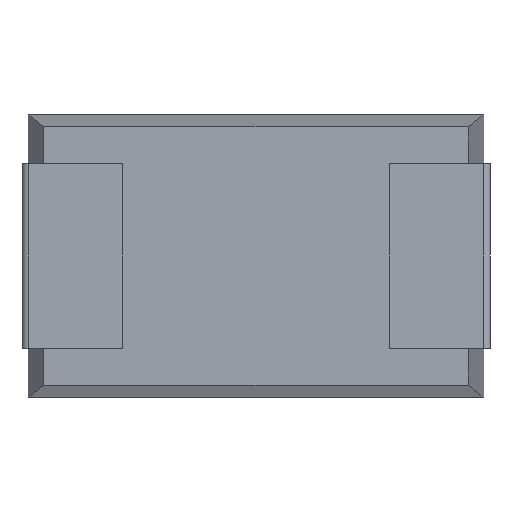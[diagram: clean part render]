
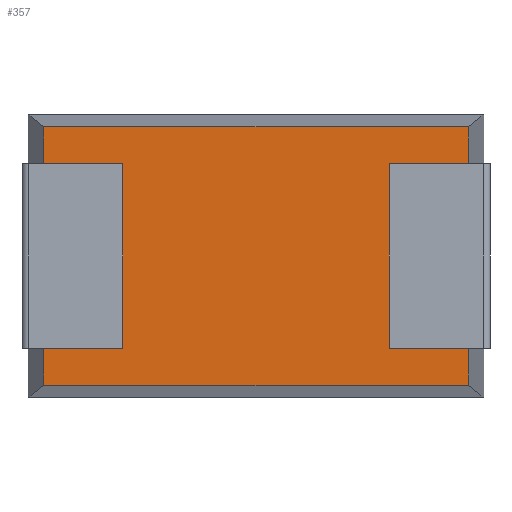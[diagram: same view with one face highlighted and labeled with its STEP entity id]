
A CAD part, front view. The second image highlights one B-rep face of the part: STEP entity #357.
In plain terms, the highlighted planar face has unit normal (0, -1, 0).
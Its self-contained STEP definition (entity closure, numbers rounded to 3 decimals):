
#10 = CARTESIAN_POINT ( 'NONE',  ( 5.862, 0., -0.8 ) ) ;
#11 = ORIENTED_EDGE ( 'NONE', *, *, #1867, .T. ) ;
#44 = DIRECTION ( 'NONE',  ( -1., 0., 0. ) ) ;
#49 = EDGE_CURVE ( 'NONE', #2996, #765, #2122, .T. ) ;
#53 = CARTESIAN_POINT ( 'NONE',  ( 0., 0., 0. ) ) ;
#62 = DIRECTION ( 'NONE',  ( 0., 0., 1. ) ) ;
#108 = CARTESIAN_POINT ( 'NONE',  ( 0.25, 0., -0.2 ) ) ;
#138 = LINE ( 'NONE', #1965, #1182 ) ;
#251 = EDGE_CURVE ( 'NONE', #1551, #416, #1588, .T. ) ;
#261 = CARTESIAN_POINT ( 'NONE',  ( 1.538, 0., -0.8 ) ) ;
#292 = VERTEX_POINT ( 'NONE', #1398 ) ;
#311 = ORIENTED_EDGE ( 'NONE', *, *, #49, .F. ) ;
#315 = VECTOR ( 'NONE', #851, 1000. ) ;
#357 = ADVANCED_FACE ( 'NONE', ( #747 ), #2119, .T. ) ;
#391 = CARTESIAN_POINT ( 'NONE',  ( 5.862, 0., -3.8 ) ) ;
#416 = VERTEX_POINT ( 'NONE', #550 ) ;
#467 = VECTOR ( 'NONE', #2158, 1000. ) ;
#550 = CARTESIAN_POINT ( 'NONE',  ( 7.15, 0., -0.8 ) ) ;
#567 = LINE ( 'NONE', #1763, #1132 ) ;
#569 = EDGE_CURVE ( 'NONE', #2604, #2749, #2102, .T. ) ;
#571 = DIRECTION ( 'NONE',  ( 0., 0., 1. ) ) ;
#589 = CARTESIAN_POINT ( 'NONE',  ( 0.25, 0., -3.8 ) ) ;
#591 = EDGE_CURVE ( 'NONE', #2169, #1615, #2148, .T. ) ;
#597 = VECTOR ( 'NONE', #1437, 1000. ) ;
#654 = VECTOR ( 'NONE', #944, 1000. ) ;
#666 = ORIENTED_EDGE ( 'NONE', *, *, #1017, .F. ) ;
#715 = VERTEX_POINT ( 'NONE', #108 ) ;
#747 = FACE_OUTER_BOUND ( 'NONE', #2527, .T. ) ;
#765 = VERTEX_POINT ( 'NONE', #589 ) ;
#774 = CARTESIAN_POINT ( 'NONE',  ( 1.538, 0., -0.8 ) ) ;
#797 = VECTOR ( 'NONE', #1780, 1000. ) ;
#851 = DIRECTION ( 'NONE',  ( -1., 0., 0. ) ) ;
#899 = VERTEX_POINT ( 'NONE', #2024 ) ;
#902 = VERTEX_POINT ( 'NONE', #2953 ) ;
#944 = DIRECTION ( 'NONE',  ( 0., 0., 1. ) ) ;
#946 = CARTESIAN_POINT ( 'NONE',  ( 1.538, 0., -3.8 ) ) ;
#976 = ORIENTED_EDGE ( 'NONE', *, *, #2909, .F. ) ;
#984 = DIRECTION ( 'NONE',  ( 0., -1., 0. ) ) ;
#1017 = EDGE_CURVE ( 'NONE', #1615, #292, #2799, .T. ) ;
#1091 = ORIENTED_EDGE ( 'NONE', *, *, #2073, .T. ) ;
#1113 = CARTESIAN_POINT ( 'NONE',  ( 1.538, 0., -3.8 ) ) ;
#1132 = VECTOR ( 'NONE', #1718, 1000. ) ;
#1182 = VECTOR ( 'NONE', #571, 1000. ) ;
#1194 = CARTESIAN_POINT ( 'NONE',  ( 0.25, 0., -4.6 ) ) ;
#1206 = ORIENTED_EDGE ( 'NONE', *, *, #2908, .T. ) ;
#1219 = DIRECTION ( 'NONE',  ( 0., 0., -1. ) ) ;
#1229 = VECTOR ( 'NONE', #1639, 1000. ) ;
#1248 = ORIENTED_EDGE ( 'NONE', *, *, #251, .T. ) ;
#1282 = VECTOR ( 'NONE', #44, 1000. ) ;
#1314 = CARTESIAN_POINT ( 'NONE',  ( 7.15, 0., -4.6 ) ) ;
#1385 = CARTESIAN_POINT ( 'NONE',  ( 5.862, 0., -0.8 ) ) ;
#1398 = CARTESIAN_POINT ( 'NONE',  ( 0.25, 0., -0.8 ) ) ;
#1407 = ORIENTED_EDGE ( 'NONE', *, *, #1480, .T. ) ;
#1437 = DIRECTION ( 'NONE',  ( -1., 0., 0. ) ) ;
#1453 = CARTESIAN_POINT ( 'NONE',  ( 1.538, 0., -3.8 ) ) ;
#1480 = EDGE_CURVE ( 'NONE', #2604, #1551, #567, .T. ) ;
#1528 = CARTESIAN_POINT ( 'NONE',  ( 7.4, 0., -4.4 ) ) ;
#1541 = CARTESIAN_POINT ( 'NONE',  ( 0.25, 0., -4.4 ) ) ;
#1542 = LINE ( 'NONE', #1314, #797 ) ;
#1551 = VERTEX_POINT ( 'NONE', #10 ) ;
#1588 = LINE ( 'NONE', #1385, #1789 ) ;
#1603 = ORIENTED_EDGE ( 'NONE', *, *, #2738, .T. ) ;
#1615 = VERTEX_POINT ( 'NONE', #774 ) ;
#1639 = DIRECTION ( 'NONE',  ( 1., 0., 0. ) ) ;
#1718 = DIRECTION ( 'NONE',  ( 0., 0., 1. ) ) ;
#1751 = LINE ( 'NONE', #1528, #467 ) ;
#1759 = CARTESIAN_POINT ( 'NONE',  ( 7.4, 0., -0.2 ) ) ;
#1763 = CARTESIAN_POINT ( 'NONE',  ( 5.862, 0., -3.8 ) ) ;
#1780 = DIRECTION ( 'NONE',  ( 0., 0., 1. ) ) ;
#1789 = VECTOR ( 'NONE', #2558, 1000. ) ;
#1816 = ORIENTED_EDGE ( 'NONE', *, *, #2857, .F. ) ;
#1862 = CARTESIAN_POINT ( 'NONE',  ( 5.862, 0., -3.8 ) ) ;
#1867 = EDGE_CURVE ( 'NONE', #2169, #765, #2321, .T. ) ;
#1898 = LINE ( 'NONE', #1194, #654 ) ;
#1965 = CARTESIAN_POINT ( 'NONE',  ( 7.15, 0., -4.6 ) ) ;
#2024 = CARTESIAN_POINT ( 'NONE',  ( 7.15, 0., -0.2 ) ) ;
#2047 = VECTOR ( 'NONE', #62, 1000. ) ;
#2066 = ORIENTED_EDGE ( 'NONE', *, *, #569, .F. ) ;
#2073 = EDGE_CURVE ( 'NONE', #899, #715, #2220, .T. ) ;
#2102 = LINE ( 'NONE', #1862, #1229 ) ;
#2119 = PLANE ( 'NONE',  #2182 ) ;
#2122 = LINE ( 'NONE', #2626, #2809 ) ;
#2126 = CARTESIAN_POINT ( 'NONE',  ( 7.15, 0., -3.8 ) ) ;
#2148 = LINE ( 'NONE', #1453, #2047 ) ;
#2158 = DIRECTION ( 'NONE',  ( -1., 0., 0. ) ) ;
#2169 = VERTEX_POINT ( 'NONE', #1113 ) ;
#2182 = AXIS2_PLACEMENT_3D ( 'NONE', #53, #984, #1219 ) ;
#2220 = LINE ( 'NONE', #1759, #315 ) ;
#2321 = LINE ( 'NONE', #946, #597 ) ;
#2501 = ORIENTED_EDGE ( 'NONE', *, *, #591, .F. ) ;
#2527 = EDGE_LOOP ( 'NONE', ( #1206, #2066, #1407, #1248, #1603, #1091, #1816, #666, #2501, #11, #311, #976 ) ) ;
#2538 = DIRECTION ( 'NONE',  ( 0., 0., 1. ) ) ;
#2558 = DIRECTION ( 'NONE',  ( 1., 0., 0. ) ) ;
#2604 = VERTEX_POINT ( 'NONE', #391 ) ;
#2626 = CARTESIAN_POINT ( 'NONE',  ( 0.25, 0., -4.6 ) ) ;
#2738 = EDGE_CURVE ( 'NONE', #416, #899, #1542, .T. ) ;
#2749 = VERTEX_POINT ( 'NONE', #2126 ) ;
#2799 = LINE ( 'NONE', #261, #1282 ) ;
#2809 = VECTOR ( 'NONE', #2538, 1000. ) ;
#2857 = EDGE_CURVE ( 'NONE', #292, #715, #1898, .T. ) ;
#2908 = EDGE_CURVE ( 'NONE', #902, #2749, #138, .T. ) ;
#2909 = EDGE_CURVE ( 'NONE', #902, #2996, #1751, .T. ) ;
#2953 = CARTESIAN_POINT ( 'NONE',  ( 7.15, 0., -4.4 ) ) ;
#2996 = VERTEX_POINT ( 'NONE', #1541 ) ;
